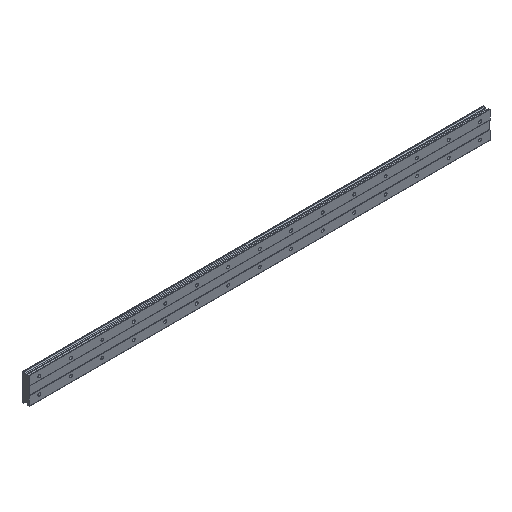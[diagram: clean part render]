
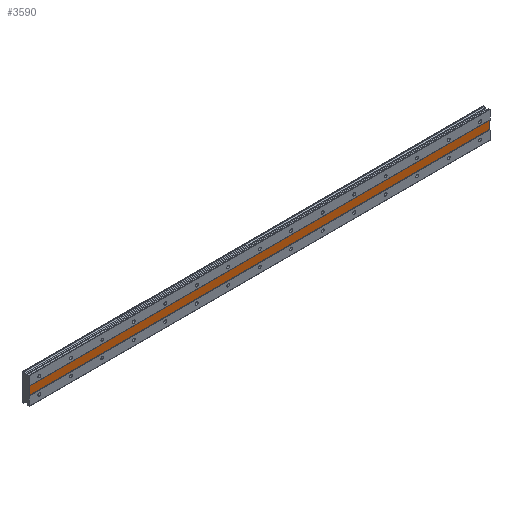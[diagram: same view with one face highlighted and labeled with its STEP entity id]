
A CAD part, isometric view. The second image highlights one B-rep face of the part: STEP entity #3590.
In plain terms, the highlighted planar face has unit normal (0, -1, 0).
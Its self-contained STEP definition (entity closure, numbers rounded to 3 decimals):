
#142 = VECTOR ( 'NONE', #5584, 1000. ) ;
#661 = LINE ( 'NONE', #2429, #142 ) ;
#767 = CARTESIAN_POINT ( 'NONE',  ( 1145., 1., 10. ) ) ;
#1401 = VERTEX_POINT ( 'NONE', #2490 ) ;
#1405 = DIRECTION ( 'NONE',  ( 1., 0., 0. ) ) ;
#1757 = CARTESIAN_POINT ( 'NONE',  ( 1145., 1., 10. ) ) ;
#1765 = LINE ( 'NONE', #2643, #4188 ) ;
#1831 = VERTEX_POINT ( 'NONE', #2091 ) ;
#2019 = ORIENTED_EDGE ( 'NONE', *, *, #3228, .T. ) ;
#2071 = CARTESIAN_POINT ( 'NONE',  ( 1145., 1., -10. ) ) ;
#2091 = CARTESIAN_POINT ( 'NONE',  ( -25., 1., 10. ) ) ;
#2116 = CARTESIAN_POINT ( 'NONE',  ( 1145., 1., 10. ) ) ;
#2429 = CARTESIAN_POINT ( 'NONE',  ( -25., 1., 34.482 ) ) ;
#2490 = CARTESIAN_POINT ( 'NONE',  ( 1145., 1., -10. ) ) ;
#2514 = LINE ( 'NONE', #2071, #3396 ) ;
#2586 = EDGE_CURVE ( 'NONE', #2831, #1401, #1765, .T. ) ;
#2643 = CARTESIAN_POINT ( 'NONE',  ( 1145., 1., 34.482 ) ) ;
#2689 = ORIENTED_EDGE ( 'NONE', *, *, #5221, .F. ) ;
#2831 = VERTEX_POINT ( 'NONE', #2116 ) ;
#3228 = EDGE_CURVE ( 'NONE', #1831, #5058, #661, .T. ) ;
#3281 = ORIENTED_EDGE ( 'NONE', *, *, #5467, .T. ) ;
#3396 = VECTOR ( 'NONE', #5078, 1000. ) ;
#3458 = FACE_OUTER_BOUND ( 'NONE', #4462, .T. ) ;
#3590 = ADVANCED_FACE ( 'NONE', ( #3458 ), #5598, .F. ) ;
#3906 = ORIENTED_EDGE ( 'NONE', *, *, #2586, .F. ) ;
#3989 = CARTESIAN_POINT ( 'NONE',  ( -25., 1., -10. ) ) ;
#4057 = DIRECTION ( 'NONE',  ( 0., 0., -1. ) ) ;
#4188 = VECTOR ( 'NONE', #4057, 1000. ) ;
#4260 = DIRECTION ( 'NONE',  ( 0., 0., 1. ) ) ;
#4462 = EDGE_LOOP ( 'NONE', ( #3281, #3906, #2689, #2019 ) ) ;
#4756 = AXIS2_PLACEMENT_3D ( 'NONE', #767, #5230, #4260 ) ;
#5058 = VERTEX_POINT ( 'NONE', #3989 ) ;
#5078 = DIRECTION ( 'NONE',  ( 1., 0., 0. ) ) ;
#5221 = EDGE_CURVE ( 'NONE', #1831, #2831, #5348, .T. ) ;
#5230 = DIRECTION ( 'NONE',  ( 0., 1., 0. ) ) ;
#5250 = VECTOR ( 'NONE', #1405, 1000. ) ;
#5348 = LINE ( 'NONE', #1757, #5250 ) ;
#5467 = EDGE_CURVE ( 'NONE', #5058, #1401, #2514, .T. ) ;
#5584 = DIRECTION ( 'NONE',  ( 0., 0., -1. ) ) ;
#5598 = PLANE ( 'NONE',  #4756 ) ;
